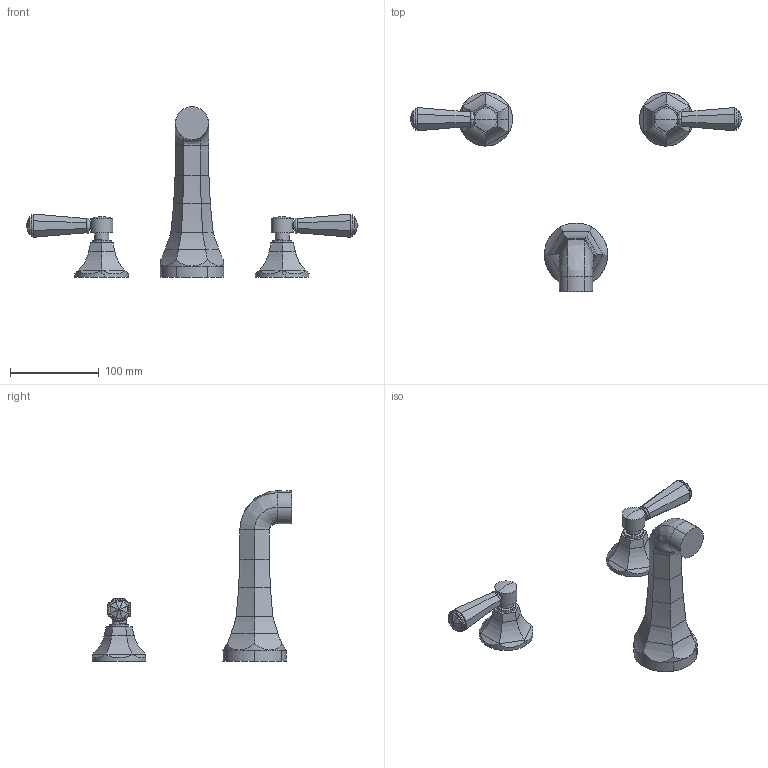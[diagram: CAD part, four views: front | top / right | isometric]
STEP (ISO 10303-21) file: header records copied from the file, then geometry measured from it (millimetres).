
FILE_DESCRIPTION((''),'2;1');
FILE_NAME('3-1235_SW0001','2020-12-01T09:24:41',('rsmith'),(''),'CREO PARAMETRIC BY PTC INC, 2018400','CREO PARAMETRIC BY PTC INC, 2018400','');
FILE_SCHEMA(('AUTOMOTIVE_DESIGN { 1 0 10303 214 1 1 1 1 }'));
Length unit declared in the file: inch
Products named in the file (1): 3-1235_SW0001
Bounding box: 373.79 x 224.35 x 192.07 mm (x, y, z)
Volume: 440160.2 mm3; surface area: 83122.4 mm2
Topology: 3 solids, 5 shells, 398 faces, 928 edges, 556 vertices
Faces by surface type: plane 178, cylinder 134, bspline 42, sphere 32, torus 12
Entity records: 22921 total; most frequent: CARTESIAN_POINT 6883, ORIENTED_EDGE 1848, DIRECTION 1712, PRESENTATION_STYLE_ASSIGNMENT 1325, STYLED_ITEM 931, CURVE_STYLE 924, EDGE_CURVE 924, FILL_AREA_STYLE_COLOUR 709
